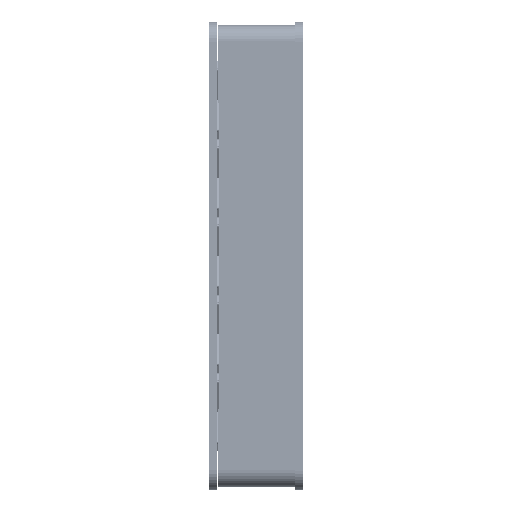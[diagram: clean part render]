
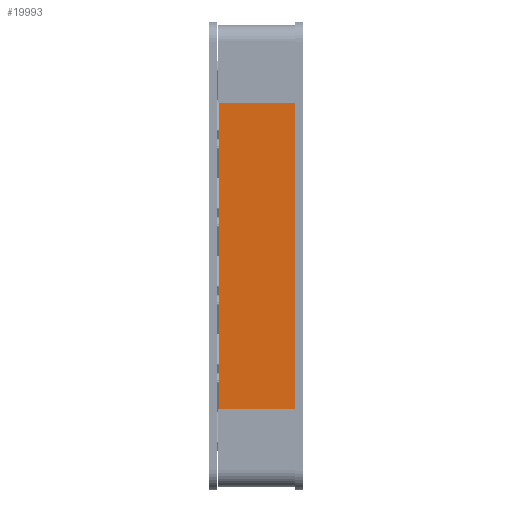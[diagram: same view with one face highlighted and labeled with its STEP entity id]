
A CAD part, left-side view. The second image highlights one B-rep face of the part: STEP entity #19993.
In plain terms, the highlighted face is planar.
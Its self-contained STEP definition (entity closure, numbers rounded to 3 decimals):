
#10749 = VERTEX_POINT ( 'NONE', #23332 ) ;
#11807 = EDGE_LOOP ( 'NONE', ( #29543, #29544, #29545, #29546 ) ) ;
#16511 = EDGE_CURVE ( 'NONE', #28270, #28300, #23710, .T. ) ;
#16535 = EDGE_CURVE ( 'NONE', #28252, #28270, #23748, .T. ) ;
#16539 = EDGE_CURVE ( 'NONE', #10749, #28252, #23756, .T. ) ;
#17122 = EDGE_CURVE ( 'NONE', #28300, #10749, #24415, .T. ) ;
#19993 = ADVANCED_FACE ( 'NONE', ( #27089 ), #39002, .F. ) ;
#23332 = CARTESIAN_POINT ( 'NONE',  ( 0., 49., 2. ) ) ;
#23710 = LINE ( 'NONE', #43162, #23714 ) ;
#23714 = VECTOR ( 'NONE', #43156, 1000. ) ;
#23748 = LINE ( 'NONE', #34918, #23752 ) ;
#23752 = VECTOR ( 'NONE', #34914, 1000. ) ;
#23756 = LINE ( 'NONE', #34927, #23758 ) ;
#23758 = VECTOR ( 'NONE', #34925, 1000. ) ;
#24415 = LINE ( 'NONE', #51293, #24418 ) ;
#24418 = VECTOR ( 'NONE', #51294, 1000. ) ;
#27089 = FACE_OUTER_BOUND ( 'NONE', #11807, .T. ) ;
#28252 = VERTEX_POINT ( 'NONE', #29646 ) ;
#28270 = VERTEX_POINT ( 'NONE', #29679 ) ;
#28300 = VERTEX_POINT ( 'NONE', #29735 ) ;
#29543 = ORIENTED_EDGE ( 'NONE', *, *, #16539, .T. ) ;
#29544 = ORIENTED_EDGE ( 'NONE', *, *, #16535, .T. ) ;
#29545 = ORIENTED_EDGE ( 'NONE', *, *, #16511, .T. ) ;
#29546 = ORIENTED_EDGE ( 'NONE', *, *, #17122, .T. ) ;
#29646 = CARTESIAN_POINT ( 'NONE',  ( 0., 0., 2. ) ) ;
#29679 = CARTESIAN_POINT ( 'NONE',  ( 250., 0., 2. ) ) ;
#29735 = CARTESIAN_POINT ( 'NONE',  ( 250., 49., 2. ) ) ;
#34914 = DIRECTION ( 'NONE',  ( 1., 0., 0. ) ) ;
#34918 = CARTESIAN_POINT ( 'NONE',  ( 0., 0., 2. ) ) ;
#34925 = DIRECTION ( 'NONE',  ( 0., -1., 0. ) ) ;
#34927 = CARTESIAN_POINT ( 'NONE',  ( 0., 0., 2. ) ) ;
#38988 = CARTESIAN_POINT ( 'NONE',  ( 0., 49., 2. ) ) ;
#39002 = PLANE ( 'NONE',  #48822 ) ;
#39005 = DIRECTION ( 'NONE',  ( 0., 0., -1. ) ) ;
#39007 = DIRECTION ( 'NONE',  ( -1., 0., 0. ) ) ;
#43156 = DIRECTION ( 'NONE',  ( 0., 1., 0. ) ) ;
#43162 = CARTESIAN_POINT ( 'NONE',  ( 250., 0., 2. ) ) ;
#48822 = AXIS2_PLACEMENT_3D ( 'NONE', #38988, #39005, #39007 ) ;
#51293 = CARTESIAN_POINT ( 'NONE',  ( 0., 49., 2. ) ) ;
#51294 = DIRECTION ( 'NONE',  ( -1., 0., 0. ) ) ;
